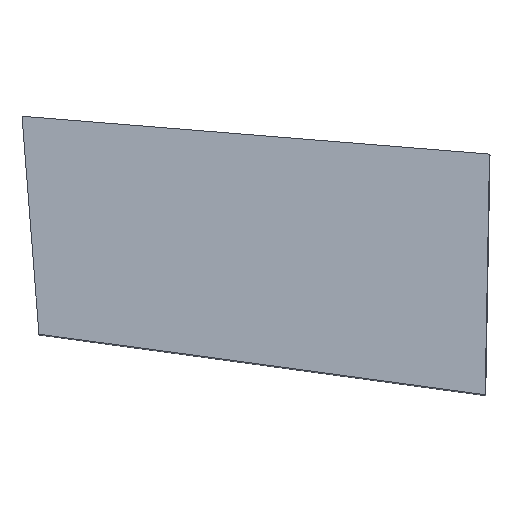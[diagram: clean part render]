
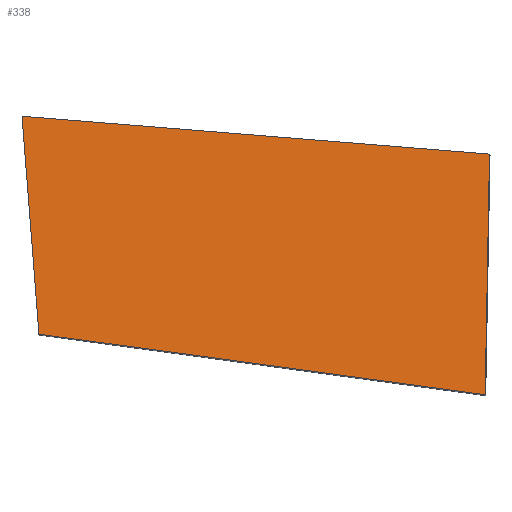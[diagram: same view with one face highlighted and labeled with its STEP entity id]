
A CAD part, left-side view. The second image highlights one B-rep face of the part: STEP entity #338.
In plain terms, the highlighted planar face has unit normal (-0.981, 0.094, 0.17).
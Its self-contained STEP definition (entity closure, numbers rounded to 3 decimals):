
#21 = EDGE_CURVE('',#22,#24,#26,.T.);
#22 = VERTEX_POINT('',#23);
#23 = CARTESIAN_POINT('',(-945.713,-115.056,-204.991
    ));
#24 = VERTEX_POINT('',#25);
#25 = CARTESIAN_POINT('',(-922.104,-117.519,
    -67.323));
#26 = SURFACE_CURVE('',#27,(#31,#43),.PCURVE_S1.);
#27 = LINE('',#28,#29);
#28 = CARTESIAN_POINT('',(-938.742,-115.784,
    -164.341));
#29 = VECTOR('',#30,1.);
#30 = DIRECTION('',(0.169,-0.018,0.985));
#31 = PCURVE('',#32,#37);
#32 = PLANE('',#33);
#33 = AXIS2_PLACEMENT_3D('',#34,#35,#36);
#34 = CARTESIAN_POINT('',(-935.627,-116.083,
    -164.881));
#35 = DIRECTION('',(0.096,0.995,0.001)
  );
#36 = DIRECTION('',(0.995,-0.096,
    0.));
#37 = DEFINITIONAL_REPRESENTATION('',(#38),#42);
#38 = LINE('',#39,#40);
#39 = CARTESIAN_POINT('',(-3.129,-0.539));
#40 = VECTOR('',#41,1.);
#41 = DIRECTION('',(0.17,-0.985));
#42 = ( GEOMETRIC_REPRESENTATION_CONTEXT(2) 
PARAMETRIC_REPRESENTATION_CONTEXT() REPRESENTATION_CONTEXT('2D SPACE',''
  ) );
#43 = PCURVE('',#44,#49);
#44 = PLANE('',#45);
#45 = AXIS2_PLACEMENT_3D('',#46,#47,#48);
#46 = CARTESIAN_POINT('',(-919.197,17.407,
    -125.348));
#47 = DIRECTION('',(-0.981,0.094,0.17));
#48 = DIRECTION('',(0.096,0.995,0.001
    ));
#49 = DEFINITIONAL_REPRESENTATION('',(#50),#54);
#50 = LINE('',#51,#52);
#51 = CARTESIAN_POINT('',(-134.504,39.381));
#52 = VECTOR('',#53,1.);
#53 = DIRECTION('',(0.,-1.));
#54 = ( GEOMETRIC_REPRESENTATION_CONTEXT(2) 
PARAMETRIC_REPRESENTATION_CONTEXT() REPRESENTATION_CONTEXT('2D SPACE',''
  ) );
#72 = PLANE('',#73);
#73 = AXIS2_PLACEMENT_3D('',#74,#75,#76);
#74 = CARTESIAN_POINT('',(-927.767,8.681,-188.679
    ));
#75 = DIRECTION('',(0.155,-0.151,0.976));
#76 = DIRECTION('',(-0.98,0.102,0.171));
#126 = PLANE('',#127);
#127 = AXIS2_PLACEMENT_3D('',#128,#129,#130);
#128 = CARTESIAN_POINT('',(-903.098,26.603,
    -56.186));
#129 = DIRECTION('',(-0.161,0.097,-0.982)
  );
#130 = DIRECTION('',(0.98,-0.102,-0.171));
#141 = EDGE_CURVE('',#142,#22,#144,.T.);
#142 = VERTEX_POINT('',#143);
#143 = CARTESIAN_POINT('',(-915.197,140.164,
    -170.316));
#144 = SURFACE_CURVE('',#145,(#149,#156),.PCURVE_S1.);
#145 = LINE('',#146,#147);
#146 = CARTESIAN_POINT('',(-930.882,8.98,
    -188.139));
#147 = VECTOR('',#148,1.);
#148 = DIRECTION('',(-0.118,-0.984,-0.134));
#149 = PCURVE('',#72,#150);
#150 = DEFINITIONAL_REPRESENTATION('',(#151),#155);
#151 = LINE('',#152,#153);
#152 = CARTESIAN_POINT('',(3.175,0.026));
#153 = VECTOR('',#154,1.);
#154 = DIRECTION('',(-0.008,1.));
#155 = ( GEOMETRIC_REPRESENTATION_CONTEXT(2) 
PARAMETRIC_REPRESENTATION_CONTEXT() REPRESENTATION_CONTEXT('2D SPACE',''
  ) );
#156 = PCURVE('',#44,#157);
#157 = DEFINITIONAL_REPRESENTATION('',(#158),#162);
#158 = LINE('',#159,#160);
#159 = CARTESIAN_POINT('',(-9.594,63.704));
#160 = VECTOR('',#161,1.);
#161 = DIRECTION('',(-0.991,0.134));
#162 = ( GEOMETRIC_REPRESENTATION_CONTEXT(2) 
PARAMETRIC_REPRESENTATION_CONTEXT() REPRESENTATION_CONTEXT('2D SPACE',''
  ) );
#180 = PLANE('',#181);
#181 = AXIS2_PLACEMENT_3D('',#182,#183,#184);
#182 = CARTESIAN_POINT('',(-899.225,145.407,
    -99.697));
#183 = DIRECTION('',(-0.079,-0.993,
    0.092));
#184 = DIRECTION('',(-0.01,-0.091,
    -0.996));
#217 = EDGE_CURVE('',#218,#142,#220,.T.);
#218 = VERTEX_POINT('',#219);
#219 = CARTESIAN_POINT('',(-892.681,149.87,
    -45.705));
#220 = SURFACE_CURVE('',#221,(#225,#232),.PCURVE_S1.);
#221 = LINE('',#222,#223);
#222 = CARTESIAN_POINT('',(-902.339,145.706,
    -99.157));
#223 = VECTOR('',#224,1.);
#224 = DIRECTION('',(-0.177,-0.076,-0.981)
  );
#225 = PCURVE('',#180,#226);
#226 = DEFINITIONAL_REPRESENTATION('',(#227),#231);
#227 = LINE('',#228,#229);
#228 = CARTESIAN_POINT('',(-0.535,-3.13));
#229 = VECTOR('',#230,1.);
#230 = DIRECTION('',(0.986,-0.168));
#231 = ( GEOMETRIC_REPRESENTATION_CONTEXT(2) 
PARAMETRIC_REPRESENTATION_CONTEXT() REPRESENTATION_CONTEXT('2D SPACE',''
  ) );
#232 = PCURVE('',#44,#233);
#233 = DEFINITIONAL_REPRESENTATION('',(#234),#238);
#234 = LINE('',#235,#236);
#235 = CARTESIAN_POINT('',(129.36,-26.397));
#236 = VECTOR('',#237,1.);
#237 = DIRECTION('',(-0.094,0.996));
#238 = ( GEOMETRIC_REPRESENTATION_CONTEXT(2) 
PARAMETRIC_REPRESENTATION_CONTEXT() REPRESENTATION_CONTEXT('2D SPACE',''
  ) );
#288 = EDGE_CURVE('',#24,#218,#289,.T.);
#289 = SURFACE_CURVE('',#290,(#294,#301),.PCURVE_S1.);
#290 = LINE('',#291,#292);
#291 = CARTESIAN_POINT('',(-906.212,26.902,
    -55.647));
#292 = VECTOR('',#293,1.);
#293 = DIRECTION('',(0.109,0.991,0.08));
#294 = PCURVE('',#126,#295);
#295 = DEFINITIONAL_REPRESENTATION('',(#296),#300);
#296 = LINE('',#297,#298);
#297 = CARTESIAN_POINT('',(-3.175,0.026));
#298 = VECTOR('',#299,1.);
#299 = DIRECTION('',(-0.008,-1.));
#300 = ( GEOMETRIC_REPRESENTATION_CONTEXT(2) 
PARAMETRIC_REPRESENTATION_CONTEXT() REPRESENTATION_CONTEXT('2D SPACE',''
  ) );
#301 = PCURVE('',#44,#302);
#302 = DEFINITIONAL_REPRESENTATION('',(#303),#307);
#303 = LINE('',#304,#305);
#304 = CARTESIAN_POINT('',(10.792,-70.715));
#305 = VECTOR('',#306,1.);
#306 = DIRECTION('',(0.997,-0.08));
#307 = ( GEOMETRIC_REPRESENTATION_CONTEXT(2) 
PARAMETRIC_REPRESENTATION_CONTEXT() REPRESENTATION_CONTEXT('2D SPACE',''
  ) );
#338 = ADVANCED_FACE('',(#339),#44,.T.);
#339 = FACE_BOUND('',#340,.T.);
#340 = EDGE_LOOP('',(#341,#342,#343,#344));
#341 = ORIENTED_EDGE('',*,*,#21,.T.);
#342 = ORIENTED_EDGE('',*,*,#288,.T.);
#343 = ORIENTED_EDGE('',*,*,#217,.T.);
#344 = ORIENTED_EDGE('',*,*,#141,.T.);
